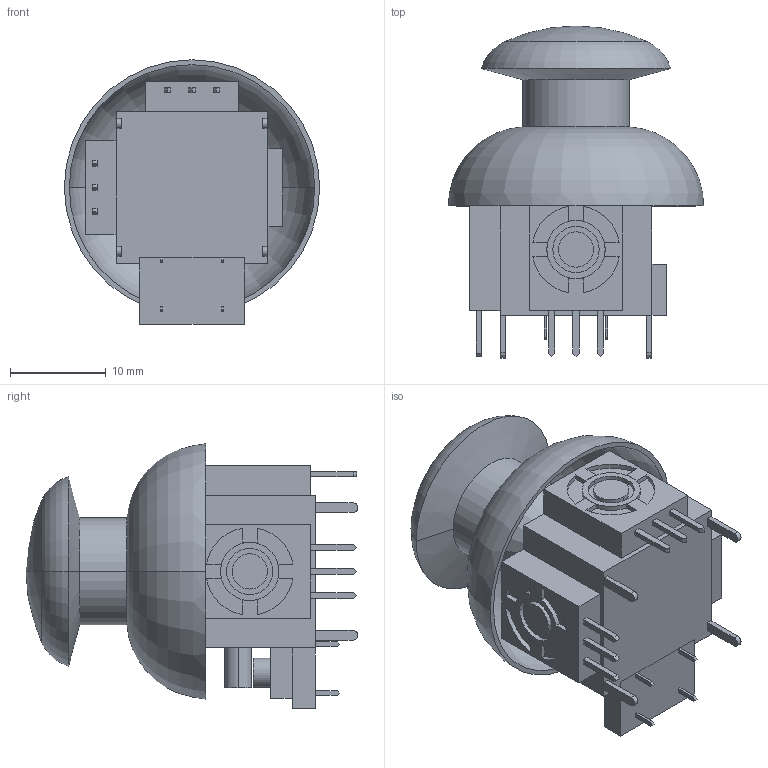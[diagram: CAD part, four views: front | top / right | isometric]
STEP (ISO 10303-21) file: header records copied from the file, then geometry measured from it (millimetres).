
FILE_DESCRIPTION (( 'STEP AP214' ), '1' );
FILE_NAME ('COM-09032.STEP', '2020-11-07T06:29:22', ( '' ), ( '' ), 'SwSTEP 2.0', 'SolidWorks 2017', '' );
FILE_SCHEMA (( 'AUTOMOTIVE_DESIGN' ));
Length unit declared in the file: inch
Products named in the file (1): COM-09032
Bounding box: 26.67 x 34.67 x 27.62 mm (x, y, z)
Volume: 6399.8 mm3; surface area: 5405.6 mm2
Topology: 21 solids, 21 shells, 210 faces, 466 edges, 307 vertices
Faces by surface type: plane 156, cylinder 42, torus 6, cone 4, sphere 2
Entity records: 6032 total; most frequent: DIRECTION 990, CARTESIAN_POINT 984, ORIENTED_EDGE 932, EDGE_CURVE 466, VECTOR 364, LINE 364, AXIS2_PLACEMENT_3D 313, VERTEX_POINT 307
